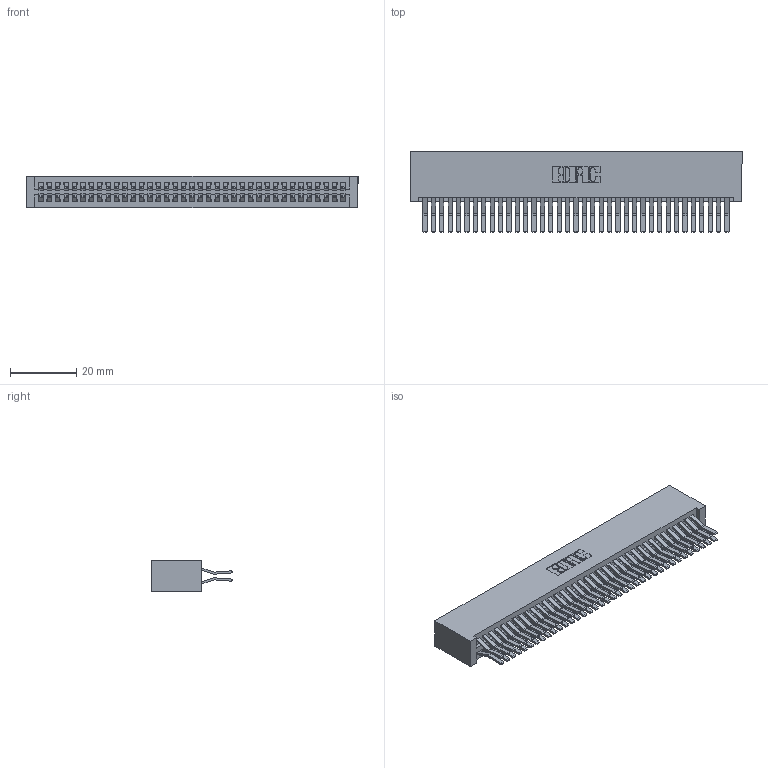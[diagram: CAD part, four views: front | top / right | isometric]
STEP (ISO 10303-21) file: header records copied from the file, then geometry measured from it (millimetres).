
FILE_DESCRIPTION (( 'STEP AP203' ), '1' );
FILE_NAME ('395-074-560-201.STEP', '2019-10-24T15:33:42', ( '' ), ( '' ), 'SwSTEP 2.0', 'SolidWorks 2016', '' );
FILE_SCHEMA (( 'CONFIG_CONTROL_DESIGN' ));
Length unit declared in the file: inch
Products named in the file (3): 345 Part_No Mounting Lugs; 345-292-001_560 Tail; 395-074-560-201
Assembly tree (75 placements, depth 2):
  395-074-560-201
    345 Part_No Mounting Lugs
    345-292-001_560 Tail  x74
Bounding box: 100.58 x 24.45 x 9.4 mm (x, y, z)
Volume: 10825.4 mm3; surface area: 17455.6 mm2
Topology: 75 solids, 75 shells, 3966 faces, 11787 edges, 7758 vertices
Faces by surface type: plane 2518, cylinder 1448
Entity records: 29515 total; most frequent: CARTESIAN_POINT 4952, ORIENTED_EDGE 4886, DIRECTION 4371, EDGE_CURVE 2443, VECTOR 2167, LINE 2167, VERTEX_POINT 1626, AXIS2_PLACEMENT_3D 1102
